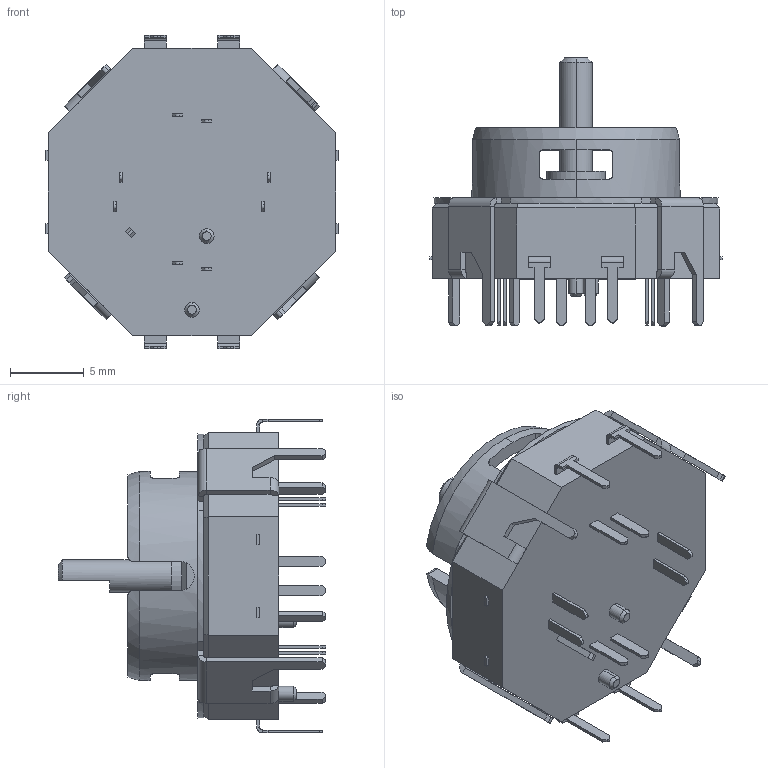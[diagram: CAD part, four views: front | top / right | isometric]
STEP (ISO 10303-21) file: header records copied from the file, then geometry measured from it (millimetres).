
FILE_DESCRIPTION(('FreeCAD Model'),'2;1');
FILE_NAME('RKJXM2E13004.STEP', '2019-06-18T23:38:09',('Author'),(''), 'Open CASCADE STEP processor 7.2','FreeCAD','Unknown');
FILE_SCHEMA(('AUTOMOTIVE_DESIGN { 1 0 10303 214 1 1 1 1 }'));
Length unit declared in the file: millimetre
Products named in the file (1): RKJXM2E13004
Bounding box: 19.9 x 18.2 x 21.33 mm (x, y, z)
Volume: 2039.1 mm3; surface area: 1769.7 mm2
Topology: 1 solids, 1 shells, 375 faces, 950 edges, 594 vertices
Faces by surface type: plane 291, cylinder 75, cone 9
Entity records: 25396 total; most frequent: CARTESIAN_POINT 6260, DIRECTION 3569, LINE 2436, VECTOR 2436, ORIENTED_EDGE 1900, PCURVE 1900, DEFINITIONAL_REPRESENTATION 1900, EDGE_CURVE 950
